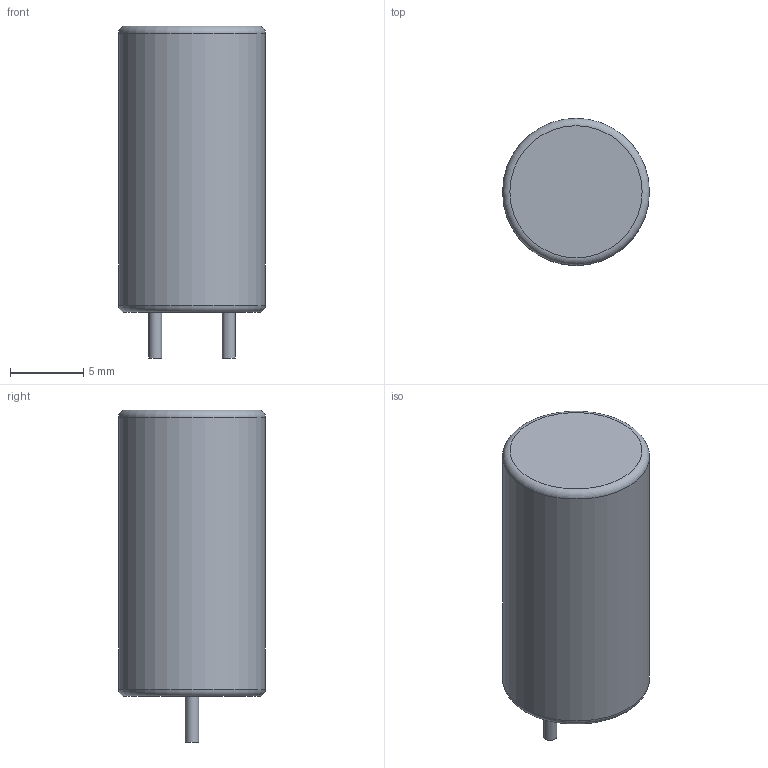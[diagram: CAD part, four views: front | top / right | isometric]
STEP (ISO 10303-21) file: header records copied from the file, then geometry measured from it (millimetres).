
FILE_DESCRIPTION(('FreeCAD Model'),'2;1');
FILE_NAME('L_Radial_D10.0mm_P5.00mm_Neosid_SD12_style3.step','2018-01-10T12:11:22', ('kicad StepUp'),('ksu MCAD'),'Open CASCADE STEP processor 6.8', 'FreeCAD','Unknown');
FILE_SCHEMA(('AUTOMOTIVE_DESIGN_CC2 { 1 2 10303 214 -1 1 5 4 }'));
Length unit declared in the file: millimetre
Products named in the file (1): L_Radial_D10.0mm_P5.00mm_Neosid_SD12_style3
Bounding box: 10 x 10 x 22.6 mm (x, y, z)
Volume: 1532.2 mm3; surface area: 773.5 mm2
Topology: 1 solids, 1 shells, 9 faces, 13 edges, 8 vertices
Faces by surface type: plane 4, cylinder 3, torus 2
Full cylindrical faces by diameter (mm): 0.9 x2, 10 x1
Entity records: 182 total; most frequent: CARTESIAN_POINT 21, ORIENTED_EDGE 21, AXIS2_PLACEMENT_3D 19, EDGE_CURVE 13, FACE_BOUND 11, EDGE_LOOP 11, CIRCLE 10, ADVANCED_FACE 9
